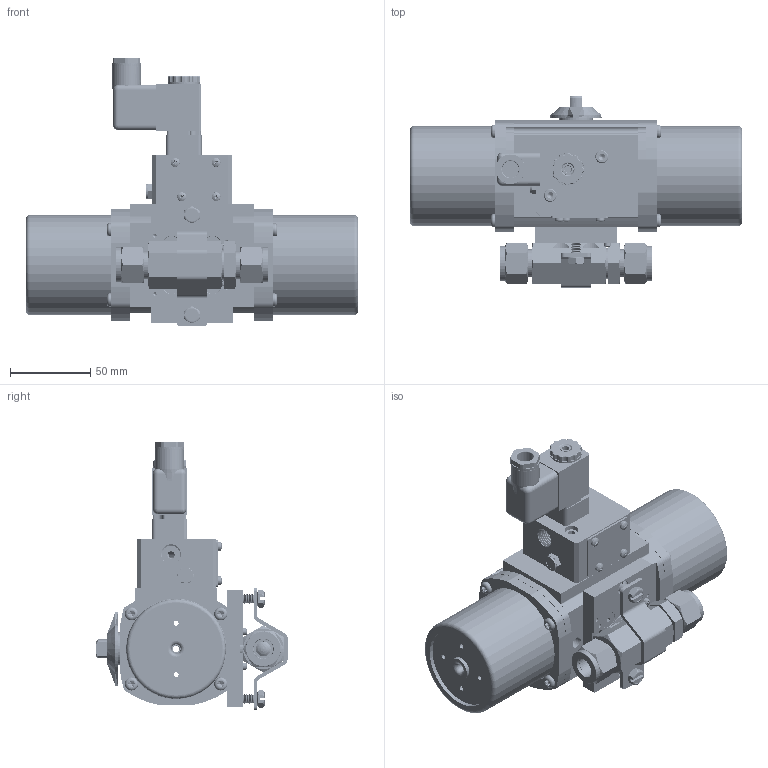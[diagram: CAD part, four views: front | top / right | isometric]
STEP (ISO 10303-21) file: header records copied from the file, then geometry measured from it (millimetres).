
FILE_DESCRIPTION (( 'STEP AP203' ), '1' );
FILE_NAME ('8204XXC8A512SR3GPDS.step', '2018-04-20T12:14:29', ( '' ), ( '' ), 'SwSTEP 2.0', 'SolidWorks 2017', '' );
FILE_SCHEMA (( 'CONFIG_CONTROL_DESIGN' ));
Length unit declared in the file: inch
Products named in the file (1): 8204XXC8A512SR3GPDS
Bounding box: 206.38 x 118.74 x 166.86 mm (x, y, z)
Volume: 554392.4 mm3; surface area: 249246.3 mm2
Topology: 71 solids, 71 shells, 5108 faces, 13293 edges, 8332 vertices
Faces by surface type: cylinder 2558, cone 1346, plane 866, torus 185, bspline 135, sphere 18
Entity records: 194928 total; most frequent: CARTESIAN_POINT 74698, ORIENTED_EDGE 26266, DIRECTION 25195, EDGE_CURVE 13133, AXIS2_PLACEMENT_3D 10100, VERTEX_POINT 8328, EDGE_LOOP 5495, CIRCLE 5126
